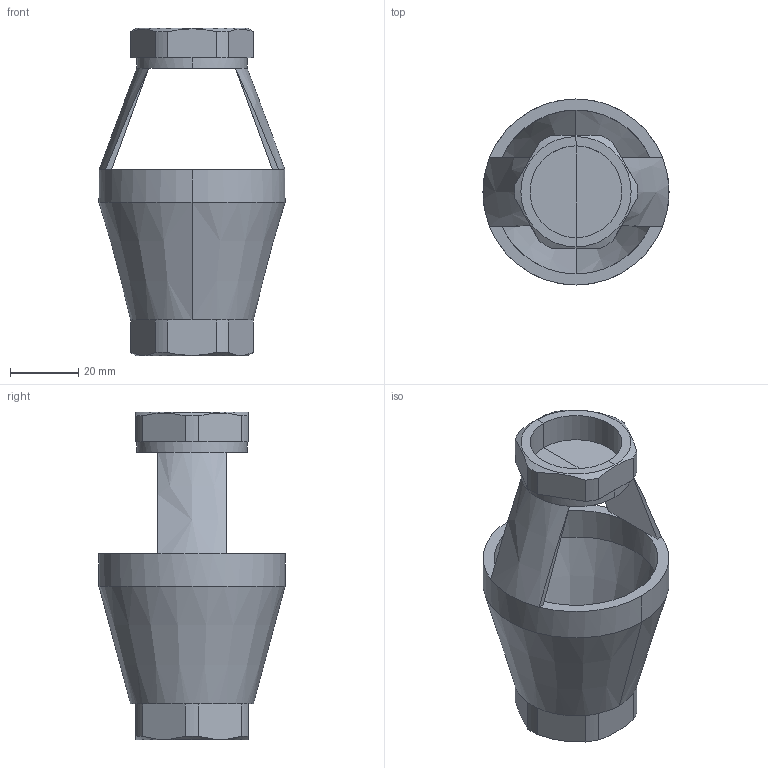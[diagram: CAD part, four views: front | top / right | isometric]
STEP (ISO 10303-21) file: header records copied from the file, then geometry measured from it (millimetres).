
FILE_DESCRIPTION(/* description */ (''),/* implementation_level */ '2;1');
FILE_NAME(/* name */ '552050 (STP).stp',/* time_stamp */ '2017-03-07T09:26:59+01:00',/* author */ ('UFFTEC'),/* organization */ (''),/* preprocessor_version */ 'ST-DEVELOPER v15.2',/* originating_system */ 'Autodesk Inventor 2014',/* authorisation */ '');
FILE_SCHEMA (('AUTOMOTIVE_DESIGN { 1 0 10303 214 3 1 1 }'));
Length unit declared in the file: millimetre
Products named in the file (2): Parte16; Assieme4
Bounding box: 54.5 x 54.5 x 96 mm (x, y, z)
Volume: 34344 mm3; surface area: 22767.9 mm2
Topology: 1 solids, 1 shells, 73 faces, 176 edges, 103 vertices
Faces by surface type: plane 41, cylinder 22, cone 10
Entity records: 2122 total; most frequent: CARTESIAN_POINT 401, DIRECTION 376, ORIENTED_EDGE 352, EDGE_CURVE 176, AXIS2_PLACEMENT_3D 146, VERTEX_POINT 103, LINE 84, VECTOR 84
